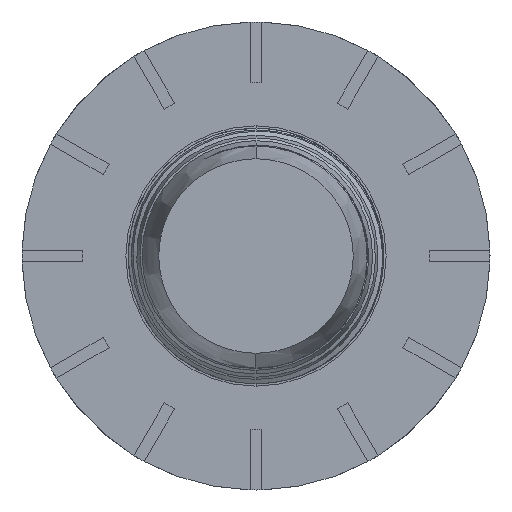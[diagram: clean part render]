
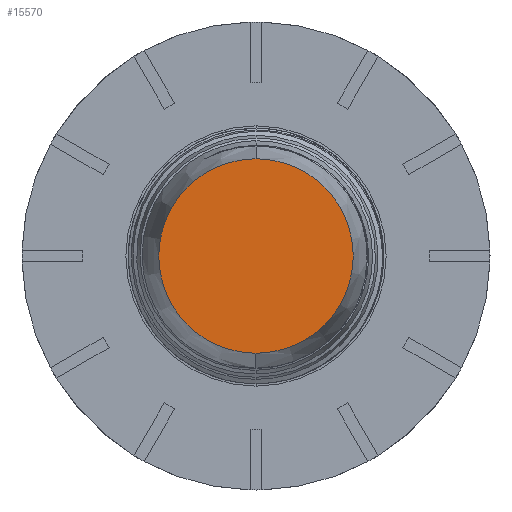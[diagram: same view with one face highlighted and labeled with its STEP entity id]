
A CAD part, front view. The second image highlights one B-rep face of the part: STEP entity #15570.
In plain terms, the highlighted planar face has unit normal (0, -1, 0).
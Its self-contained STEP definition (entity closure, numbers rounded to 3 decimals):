
#2623 = EDGE_CURVE('',#2624,#2626,#2628,.T.);
#2624 = VERTEX_POINT('',#2625);
#2625 = CARTESIAN_POINT('',(0.,-30.2,4.075));
#2626 = VERTEX_POINT('',#2627);
#2627 = CARTESIAN_POINT('',(0.,-30.2,-4.075));
#2628 = SURFACE_CURVE('',#2629,(#2634,#2646),.PCURVE_S1.);
#2629 = CIRCLE('',#2630,4.075);
#2630 = AXIS2_PLACEMENT_3D('',#2631,#2632,#2633);
#2631 = CARTESIAN_POINT('',(0.,-30.2,0.));
#2632 = DIRECTION('',(-0.,1.,0.));
#2633 = DIRECTION('',(0.,0.,1.));
#2634 = PCURVE('',#2635,#2640);
#2635 = CONICAL_SURFACE('',#2636,5.35,0.209);
#2636 = AXIS2_PLACEMENT_3D('',#2637,#2638,#2639);
#2637 = CARTESIAN_POINT('',(0.,-24.2,0.));
#2638 = DIRECTION('',(-0.,1.,-0.));
#2639 = DIRECTION('',(0.,0.,1.));
#2640 = DEFINITIONAL_REPRESENTATION('',(#2641),#2645);
#2641 = LINE('',#2642,#2643);
#2642 = CARTESIAN_POINT('',(0.,-6.));
#2643 = VECTOR('',#2644,1.);
#2644 = DIRECTION('',(1.,0.));
#2645 = ( GEOMETRIC_REPRESENTATION_CONTEXT(2) 
PARAMETRIC_REPRESENTATION_CONTEXT() REPRESENTATION_CONTEXT('2D SPACE',''
  ) );
#2646 = PCURVE('',#2647,#2652);
#2647 = PLANE('',#2648);
#2648 = AXIS2_PLACEMENT_3D('',#2649,#2650,#2651);
#2649 = CARTESIAN_POINT('',(-4.075,-30.2,0.));
#2650 = DIRECTION('',(0.,-1.,0.));
#2651 = DIRECTION('',(0.,0.,-1.));
#2652 = DEFINITIONAL_REPRESENTATION('',(#2653),#2661);
#2653 = ( BOUNDED_CURVE() B_SPLINE_CURVE(2,(#2654,#2655,#2656,#2657,
#2658,#2659,#2660),.UNSPECIFIED.,.T.,.F.) B_SPLINE_CURVE_WITH_KNOTS((1,2
    ,2,2,2,1),(-2.094,0.,2.094,4.189,
6.283,8.378),.UNSPECIFIED.) CURVE() 
GEOMETRIC_REPRESENTATION_ITEM() RATIONAL_B_SPLINE_CURVE((1.,0.5,1.,0.5,
1.,0.5,1.)) REPRESENTATION_ITEM('') );
#2654 = CARTESIAN_POINT('',(-4.075,4.075));
#2655 = CARTESIAN_POINT('',(-4.075,11.132));
#2656 = CARTESIAN_POINT('',(2.037,7.603));
#2657 = CARTESIAN_POINT('',(8.149,4.075));
#2658 = CARTESIAN_POINT('',(2.037,0.546));
#2659 = CARTESIAN_POINT('',(-4.075,-2.983));
#2660 = CARTESIAN_POINT('',(-4.075,4.075));
#2661 = ( GEOMETRIC_REPRESENTATION_CONTEXT(2) 
PARAMETRIC_REPRESENTATION_CONTEXT() REPRESENTATION_CONTEXT('2D SPACE',''
  ) );
#2679 = CONICAL_SURFACE('',#2680,5.35,0.209);
#2680 = AXIS2_PLACEMENT_3D('',#2681,#2682,#2683);
#2681 = CARTESIAN_POINT('',(0.,-24.2,0.));
#2682 = DIRECTION('',(-0.,1.,-0.));
#2683 = DIRECTION('',(0.,0.,1.));
#6164 = EDGE_CURVE('',#2626,#2624,#6165,.T.);
#6165 = SURFACE_CURVE('',#6166,(#6171,#6178),.PCURVE_S1.);
#6166 = CIRCLE('',#6167,4.075);
#6167 = AXIS2_PLACEMENT_3D('',#6168,#6169,#6170);
#6168 = CARTESIAN_POINT('',(0.,-30.2,0.));
#6169 = DIRECTION('',(-0.,1.,0.));
#6170 = DIRECTION('',(0.,0.,1.));
#6171 = PCURVE('',#2679,#6172);
#6172 = DEFINITIONAL_REPRESENTATION('',(#6173),#6177);
#6173 = LINE('',#6174,#6175);
#6174 = CARTESIAN_POINT('',(0.,-6.));
#6175 = VECTOR('',#6176,1.);
#6176 = DIRECTION('',(1.,0.));
#6177 = ( GEOMETRIC_REPRESENTATION_CONTEXT(2) 
PARAMETRIC_REPRESENTATION_CONTEXT() REPRESENTATION_CONTEXT('2D SPACE',''
  ) );
#6178 = PCURVE('',#2647,#6179);
#6179 = DEFINITIONAL_REPRESENTATION('',(#6180),#6188);
#6180 = ( BOUNDED_CURVE() B_SPLINE_CURVE(2,(#6181,#6182,#6183,#6184,
#6185,#6186,#6187),.UNSPECIFIED.,.T.,.F.) B_SPLINE_CURVE_WITH_KNOTS((1,2
    ,2,2,2,1),(-2.094,0.,2.094,4.189,
6.283,8.378),.UNSPECIFIED.) CURVE() 
GEOMETRIC_REPRESENTATION_ITEM() RATIONAL_B_SPLINE_CURVE((1.,0.5,1.,0.5,
1.,0.5,1.)) REPRESENTATION_ITEM('') );
#6181 = CARTESIAN_POINT('',(-4.075,4.075));
#6182 = CARTESIAN_POINT('',(-4.075,11.132));
#6183 = CARTESIAN_POINT('',(2.037,7.603));
#6184 = CARTESIAN_POINT('',(8.149,4.075));
#6185 = CARTESIAN_POINT('',(2.037,0.546));
#6186 = CARTESIAN_POINT('',(-4.075,-2.983));
#6187 = CARTESIAN_POINT('',(-4.075,4.075));
#6188 = ( GEOMETRIC_REPRESENTATION_CONTEXT(2) 
PARAMETRIC_REPRESENTATION_CONTEXT() REPRESENTATION_CONTEXT('2D SPACE',''
  ) );
#15570 = ADVANCED_FACE('',(#15571),#2647,.T.);
#15571 = FACE_BOUND('',#15572,.T.);
#15572 = EDGE_LOOP('',(#15573,#15574));
#15573 = ORIENTED_EDGE('',*,*,#2623,.F.);
#15574 = ORIENTED_EDGE('',*,*,#6164,.F.);
